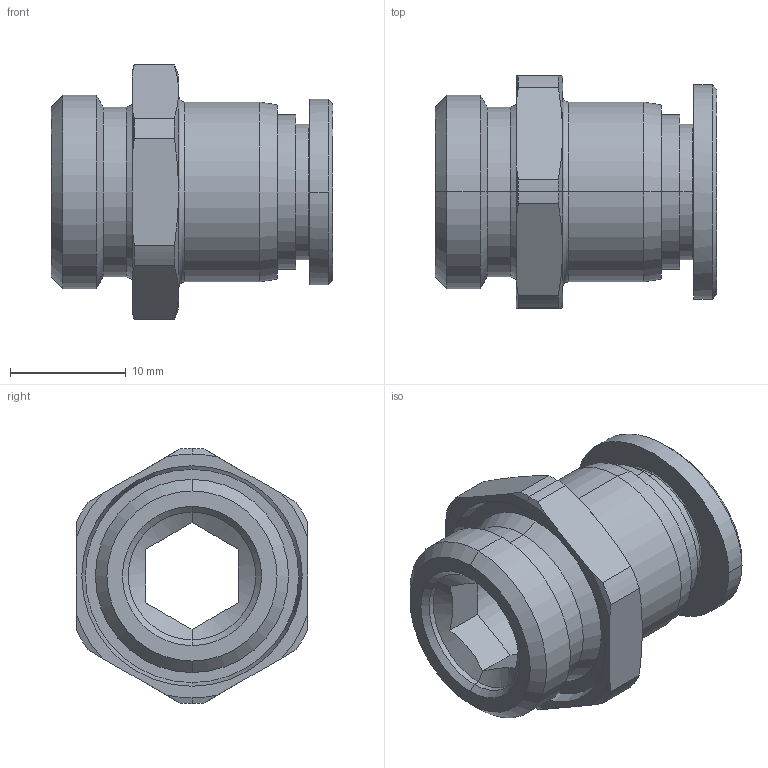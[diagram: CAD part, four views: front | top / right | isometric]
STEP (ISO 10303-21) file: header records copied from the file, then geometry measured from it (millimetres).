
FILE_DESCRIPTION((''),'2;1');
FILE_NAME('GPC 10G03(3D).stp','2012-12-20T14:22:20',(''),(''),'Mechanical Desktop.R8.0.24.0','Mechanical Desktop.R8.0.24.0',', , ');
FILE_SCHEMA(('CONFIG_CONTROL_DESIGN'));
Length unit declared in the file: millimetre
Products named in the file (2): GPC 10G03(3D); ºÎÇ°1
Assembly tree (1 placements, depth 2):
  GPC 10G03(3D)
    ºÎÇ°1
Bounding box: 24.3 x 20 x 22 mm (x, y, z)
Volume: 3134.8 mm3; surface area: 2885.8 mm2
Topology: 1 solids, 1 shells, 464 faces, 1301 edges, 857 vertices
Faces by surface type: plane 397, cone 34, cylinder 23, bspline 10
Entity records: 15192 total; most frequent: CARTESIAN_POINT 3195, ORIENTED_EDGE 2602, DIRECTION 2253, EDGE_CURVE 1301, VECTOR 1171, LINE 1171, VERTEX_POINT 857, AXIS2_PLACEMENT_3D 541
